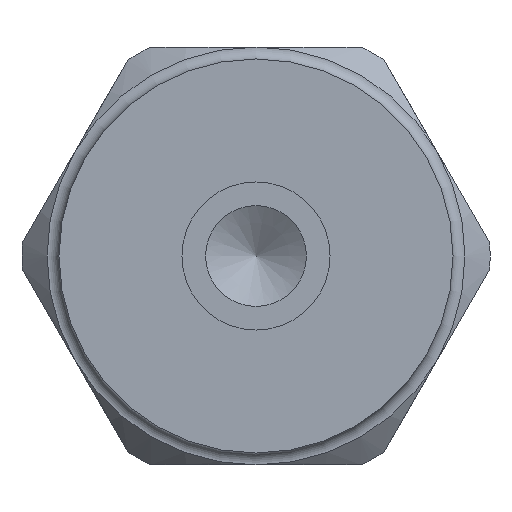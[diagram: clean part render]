
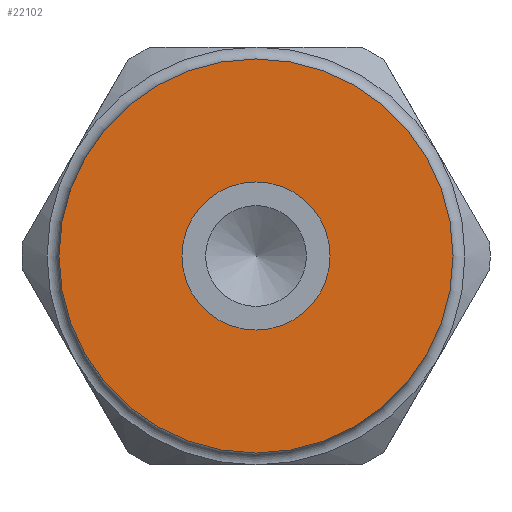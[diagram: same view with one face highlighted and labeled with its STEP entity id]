
A CAD part, front view. The second image highlights one B-rep face of the part: STEP entity #22102.
In plain terms, the highlighted planar face has unit normal (0, -1, 0).
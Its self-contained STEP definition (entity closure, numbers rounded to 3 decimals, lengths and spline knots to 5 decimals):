
#959=PLANE('',#24115);
#1059=FACE_BOUND('',#3262,.T.);
#2168=FACE_OUTER_BOUND('',#3261,.T.);
#3261=EDGE_LOOP('',(#19542));
#3262=EDGE_LOOP('',(#19543));
#4730=CIRCLE('',#24039,0.155);
#4771=CIRCLE('',#24110,0.4125);
#8752=VERTEX_POINT('',#70561);
#8805=VERTEX_POINT('',#70767);
#12302=EDGE_CURVE('',#8752,#8752,#4730,.T.);
#12388=EDGE_CURVE('',#8805,#8805,#4771,.T.);
#19542=ORIENTED_EDGE('',*,*,#12388,.T.);
#19543=ORIENTED_EDGE('',*,*,#12302,.T.);
#22102=ADVANCED_FACE('',(#2168,#1059),#959,.F.);
#24039=AXIS2_PLACEMENT_3D('',#70562,#28157,#28158);
#24110=AXIS2_PLACEMENT_3D('',#70769,#28325,#28326);
#24115=AXIS2_PLACEMENT_3D('',#70776,#28337,#28338);
#28157=DIRECTION('center_axis',(0.,1.,0.));
#28158=DIRECTION('ref_axis',(1.,0.,0.));
#28325=DIRECTION('center_axis',(0.,-1.,0.));
#28326=DIRECTION('ref_axis',(-1.,0.,0.));
#28337=DIRECTION('center_axis',(0.,1.,0.));
#28338=DIRECTION('ref_axis',(0.,0.,
1.));
#70561=CARTESIAN_POINT('',(-0.155,0.,0.));
#70562=CARTESIAN_POINT('Origin',(0.,0.,
0.));
#70767=CARTESIAN_POINT('',(0.4125,0.,0.));
#70769=CARTESIAN_POINT('Origin',(0.,0.,
0.));
#70776=CARTESIAN_POINT('Origin',(0.,0.,
0.));
